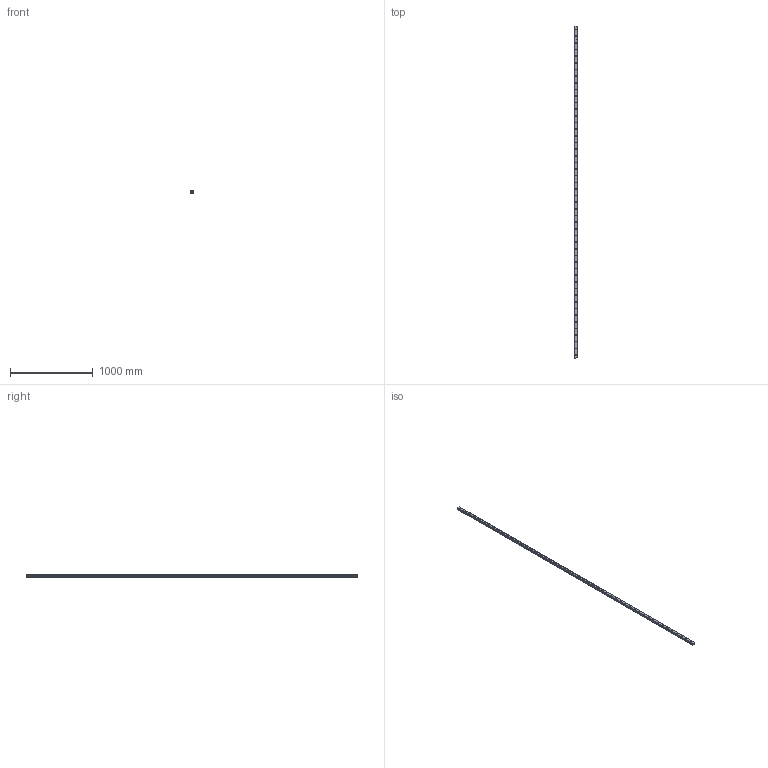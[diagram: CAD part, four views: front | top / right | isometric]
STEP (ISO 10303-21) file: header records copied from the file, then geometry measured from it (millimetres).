
FILE_DESCRIPTION(('STEP AP214'),'1');
FILE_NAME('cctmp_A023FF35-7A02-4EDA-84EB-0AC780B135F3_2024_08_08_16_50_29_0378..stp','2024-08-08T14:50:29',('HIWIN GmbH'),('CADClick - www.CADClick.com'),'Spatial InterOp 3D',' ','unknown authorization');
FILE_SCHEMA(('AUTOMOTIVE_DESIGN'));
Length unit declared in the file: millimetre
Products named in the file (3): cc_unnamed; EGR35R4000C_FILE_1; EGR35R4000C_FILE
Assembly tree (2 placements, depth 2):
  cc_unnamed
    EGR35R4000C_FILE_1
    EGR35R4000C_FILE
Bounding box: 34 x 4000 x 27.5 mm (x, y, z)
Volume: 3149675.1 mm3; surface area: 561643.3 mm2
Topology: 2 solids, 2 shells, 664 faces, 1506 edges, 1004 vertices
Faces by surface type: cylinder 336, plane 328
Entity records: 24254 total; most frequent: DIRECTION 3512, CARTESIAN_POINT 3177, ORIENTED_EDGE 3012, EDGE_CURVE 1506, AXIS2_PLACEMENT_3D 1339, VERTEX_POINT 1004, LINE 834, VECTOR 834
